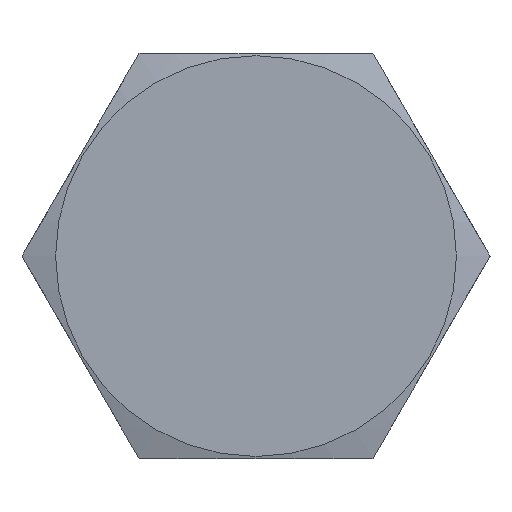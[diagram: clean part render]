
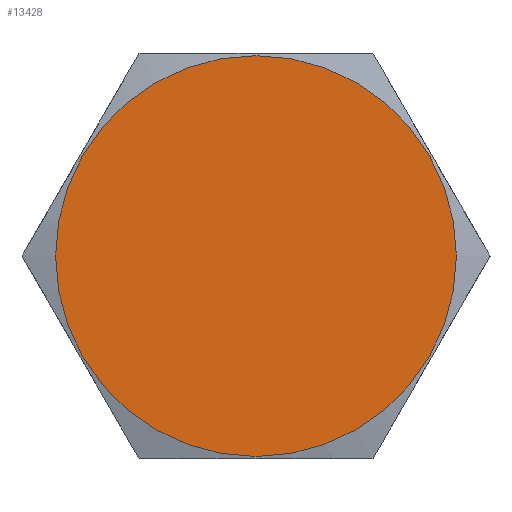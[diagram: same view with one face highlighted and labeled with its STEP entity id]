
A CAD part, left-side view. The second image highlights one B-rep face of the part: STEP entity #13428.
In plain terms, the highlighted planar face has unit normal (-1, 0, 0).
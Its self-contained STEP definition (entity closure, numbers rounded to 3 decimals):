
#578 = VERTEX_POINT ( 'NONE', #9621 ) ;
#3203 = DIRECTION ( 'NONE',  ( 0., 0., -1. ) ) ;
#3388 = CARTESIAN_POINT ( 'NONE',  ( 0., 0., 0. ) ) ;
#4062 = ORIENTED_EDGE ( 'NONE', *, *, #12481, .T. ) ;
#4792 = DIRECTION ( 'NONE',  ( -1., 0., 0. ) ) ;
#8395 = CIRCLE ( 'NONE', #15073, 17.8 ) ;
#9371 = EDGE_LOOP ( 'NONE', ( #4062 ) ) ;
#9384 = AXIS2_PLACEMENT_3D ( 'NONE', #13794, #15027, #3203 ) ;
#9621 = CARTESIAN_POINT ( 'NONE',  ( 0., 0., 17.8 ) ) ;
#11419 = DIRECTION ( 'NONE',  ( 0., 0., 1. ) ) ;
#12481 = EDGE_CURVE ( 'NONE', #578, #578, #8395, .T. ) ;
#13428 = ADVANCED_FACE ( 'NONE', ( #13612 ), #17328, .F. ) ;
#13612 = FACE_OUTER_BOUND ( 'NONE', #9371, .T. ) ;
#13794 = CARTESIAN_POINT ( 'NONE',  ( 0., 24., 0. ) ) ;
#15027 = DIRECTION ( 'NONE',  ( 1., 0., 0. ) ) ;
#15073 = AXIS2_PLACEMENT_3D ( 'NONE', #3388, #4792, #11419 ) ;
#17328 = PLANE ( 'NONE',  #9384 ) ;
